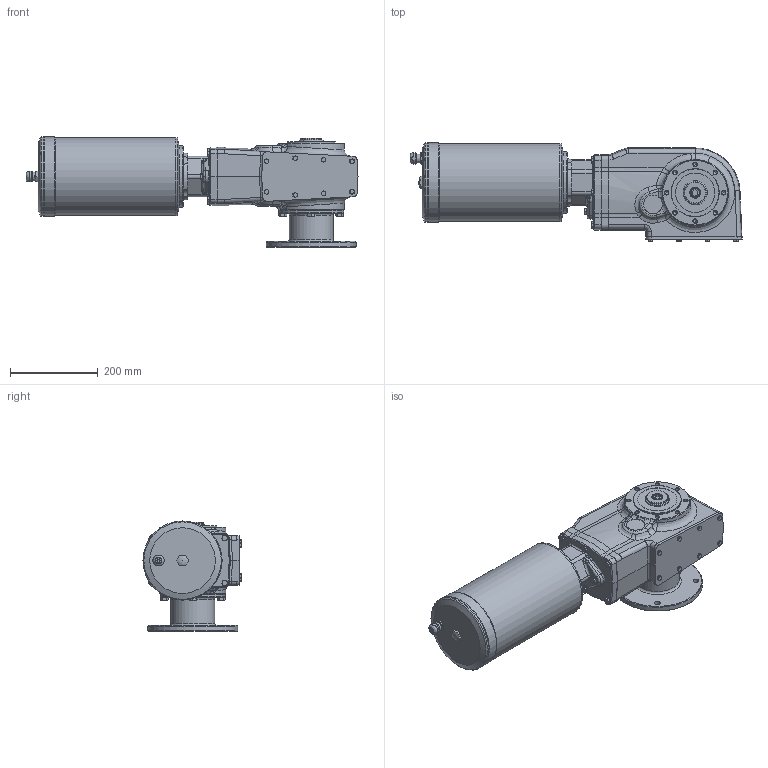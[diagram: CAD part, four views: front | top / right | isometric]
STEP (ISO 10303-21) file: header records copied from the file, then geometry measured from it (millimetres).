
FILE_DESCRIPTION( ( 'Unknown' ), '1' );
FILE_NAME( '607324B23E332AD94A858C598C18378C.3d.stp', 'Unknown', ( 'Unknown' ), ( 'Unknown' ), 'PSStep 10.1', 'Unknown', ' ' );
FILE_SCHEMA( ( 'AUTOMOTIVE_DESIGN { 1 0 10303 214 1 1 1 1 }' ) );
Length unit declared in the file: millimetre
Products named in the file (1): X73N
Bounding box: 758.4 x 224.1 x 251.5 mm (x, y, z)
Volume: 17164528.4 mm3; surface area: 683966.1 mm2
Topology: 1 solids, 30 shells, 1048 faces, 2444 edges, 1517 vertices
Faces by surface type: plane 391, cylinder 263, cone 232, bspline 85, torus 72, extrusion 4, sphere 1
Full cylindrical faces by diameter (mm): 2.6 x1, 6 x14, 6.647 x8, 7 x15, 8.376 x32, 8.9 x8, 9 x4, 10 x10, 10.106 x1, 11 x4, 11.6 x6, 12 x6, 12.5 x1, 13 x4, 13.4 x1, 14.6 x4, 16.662 x1, 18 x2, 20 x1, 21 x1, 23 x1, 24 x1, 30 x1, 34.6 x1, 35 x2, 40 x1, 42.5 x2, 48 x1, 49.5 x1, 55 x2
Entity records: 48479 total; most frequent: CARTESIAN_POINT 18720, DIRECTION 4379, ORIENTED_EDGE 3976, EDGE_CURVE 1988, AXIS2_PLACEMENT_3D 1850, EDGE_LOOP 1493, VERTEX_POINT 1392, FACE_OUTER_BOUND 1269
